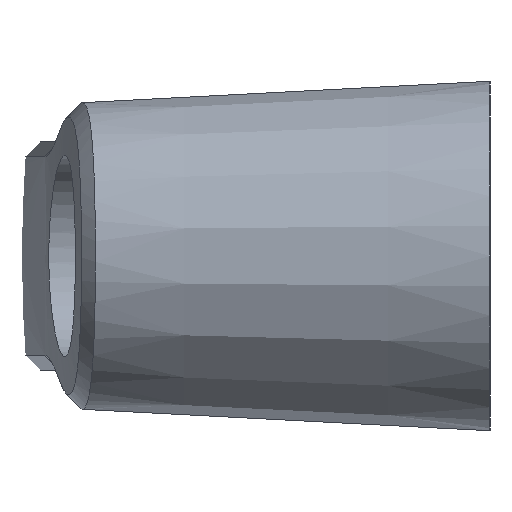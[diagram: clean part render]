
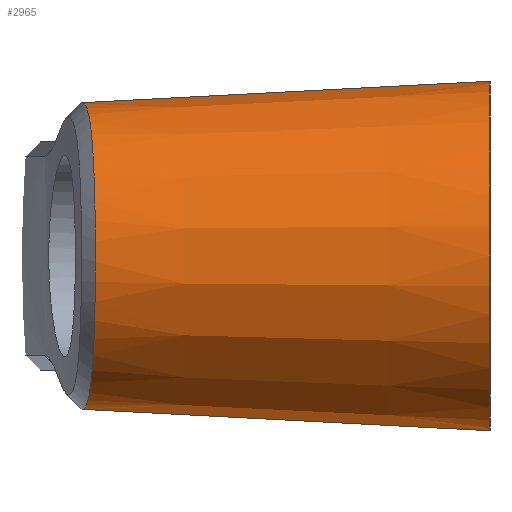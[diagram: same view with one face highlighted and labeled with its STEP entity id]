
A CAD part, left-side view. The second image highlights one B-rep face of the part: STEP entity #2965.
In plain terms, the highlighted conical face has half-angle 3 degrees and reference radius 13 mm.
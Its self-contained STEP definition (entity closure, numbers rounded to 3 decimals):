
#60 = ORIENTED_EDGE ( 'NONE', *, *, #2025, .T. ) ;
#61 = ORIENTED_EDGE ( 'NONE', *, *, #2133, .T. ) ;
#62 = ORIENTED_EDGE ( 'NONE', *, *, #2177, .T. ) ;
#63 = ORIENTED_EDGE ( 'NONE', *, *, #1970, .F. ) ;
#165 = DIRECTION ( 'NONE',  ( 0., 0., 1. ) ) ;
#166 = CARTESIAN_POINT ( 'NONE',  ( -47., 0., 0. ) ) ;
#167 = DIRECTION ( 'NONE',  ( 0., -1., 0. ) ) ;
#249 = CARTESIAN_POINT ( 'NONE',  ( -47.004, 30.333, 11.41 ) ) ;
#250 = CARTESIAN_POINT ( 'NONE',  ( -47., 30.333, 11.41 ) ) ;
#256 = CARTESIAN_POINT ( 'NONE',  ( -47.012, 30.332, 11.41 ) ) ;
#257 = CARTESIAN_POINT ( 'NONE',  ( -47.025, 30.33, 11.41 ) ) ;
#258 = CARTESIAN_POINT ( 'NONE',  ( -47.043, 30.328, 11.411 ) ) ;
#259 = CARTESIAN_POINT ( 'NONE',  ( -47.087, 30.323, 11.411 ) ) ;
#260 = CARTESIAN_POINT ( 'NONE',  ( -47.174, 30.313, 11.41 ) ) ;
#261 = CARTESIAN_POINT ( 'NONE',  ( -47.348, 30.292, 11.408 ) ) ;
#262 = CARTESIAN_POINT ( 'NONE',  ( -47.694, 30.252, 11.396 ) ) ;
#263 = CARTESIAN_POINT ( 'NONE',  ( -47.989, 30.218, 11.375 ) ) ;
#264 = CARTESIAN_POINT ( 'NONE',  ( -48.574, 30.153, 11.318 ) ) ;
#265 = CARTESIAN_POINT ( 'NONE',  ( -48.959, 30.111, 11.259 ) ) ;
#266 = CARTESIAN_POINT ( 'NONE',  ( -50.094, 29.992, 11.028 ) ) ;
#267 = CARTESIAN_POINT ( 'NONE',  ( -50.822, 29.921, 10.8 ) ) ;
#268 = CARTESIAN_POINT ( 'NONE',  ( -52.197, 29.794, 10.217 ) ) ;
#269 = CARTESIAN_POINT ( 'NONE',  ( -52.845, 29.738, 9.862 ) ) ;
#270 = CARTESIAN_POINT ( 'NONE',  ( -54.034, 29.642, 9.058 ) ) ;
#271 = CARTESIAN_POINT ( 'NONE',  ( -54.605, 29.6, 8.591 ) ) ;
#272 = CARTESIAN_POINT ( 'NONE',  ( -55.666, 29.525, 7.526 ) ) ;
#273 = CARTESIAN_POINT ( 'NONE',  ( -56.155, 29.493, 6.928 ) ) ;
#274 = CARTESIAN_POINT ( 'NONE',  ( -56.802, 29.452, 5.944 ) ) ;
#275 = CARTESIAN_POINT ( 'NONE',  ( -57.003, 29.44, 5.601 ) ) ;
#276 = CARTESIAN_POINT ( 'NONE',  ( -57.279, 29.424, 5.067 ) ) ;
#277 = CARTESIAN_POINT ( 'NONE',  ( -57.367, 29.419, 4.885 ) ) ;
#278 = CARTESIAN_POINT ( 'NONE',  ( -57.471, 29.413, 4.655 ) ) ;
#279 = CARTESIAN_POINT ( 'NONE',  ( -57.491, 29.412, 4.608 ) ) ;
#280 = CARTESIAN_POINT ( 'NONE',  ( -57.532, 29.409, 4.515 ) ) ;
#281 = CARTESIAN_POINT ( 'NONE',  ( -57.551, 29.408, 4.471 ) ) ;
#282 = CARTESIAN_POINT ( 'NONE',  ( -57.607, 29.405, 4.338 ) ) ;
#283 = CARTESIAN_POINT ( 'NONE',  ( -57.643, 29.403, 4.249 ) ) ;
#284 = CARTESIAN_POINT ( 'NONE',  ( -58.238, 29.37, 2.726 ) ) ;
#285 = CARTESIAN_POINT ( 'NONE',  ( -58.502, 29.355, 1.183 ) ) ;
#286 = CARTESIAN_POINT ( 'NONE',  ( -58.41, 29.36, -1.875 ) ) ;
#287 = CARTESIAN_POINT ( 'NONE',  ( -58.053, 29.379, -3.388 ) ) ;
#288 = CARTESIAN_POINT ( 'NONE',  ( -57.379, 29.418, -4.856 ) ) ;
#289 = CARTESIAN_POINT ( 'NONE',  ( -57.318, 29.422, -4.985 ) ) ;
#290 = CARTESIAN_POINT ( 'NONE',  ( -57.254, 29.425, -5.112 ) ) ;
#291 = CARTESIAN_POINT ( 'NONE',  ( -57.211, 29.428, -5.197 ) ) ;
#292 = CARTESIAN_POINT ( 'NONE',  ( -57.188, 29.429, -5.242 ) ) ;
#293 = CARTESIAN_POINT ( 'NONE',  ( -57.072, 29.436, -5.464 ) ) ;
#294 = CARTESIAN_POINT ( 'NONE',  ( -56.975, 29.442, -5.64 ) ) ;
#295 = CARTESIAN_POINT ( 'NONE',  ( -56.67, 29.46, -6.155 ) ) ;
#296 = CARTESIAN_POINT ( 'NONE',  ( -56.451, 29.474, -6.486 ) ) ;
#297 = CARTESIAN_POINT ( 'NONE',  ( -55.747, 29.52, -7.435 ) ) ;
#298 = CARTESIAN_POINT ( 'NONE',  ( -55.219, 29.556, -8.01 ) ) ;
#299 = CARTESIAN_POINT ( 'NONE',  ( -53.505, 29.683, -9.54 ) ) ;
#300 = CARTESIAN_POINT ( 'NONE',  ( -52.191, 29.791, -10.295 ) ) ;
#301 = CARTESIAN_POINT ( 'NONE',  ( -50.807, 29.924, -10.779 ) ) ;
#302 = CARTESIAN_POINT ( 'NONE',  ( -50.786, 29.926, -10.787 ) ) ;
#366 = B_SPLINE_CURVE_WITH_KNOTS ( 'NONE', 3,
 ( #250, #249, #256, #257, #258, #259, #260, #261, #262, #263, #264, #265, #266, #267, #268, #269, #270, #271, #272, #273, #274, #275, #276, #277, #278, #279, #280, #281, #282, #283, #284, #285, #286, #287, #288, #289, #290, #291, #292, #293, #294, #295, #296, #297, #298, #299, #300, #301, #302, #1435, #1436, #1437, #1438, #1439, #1440, #1441, #1442, #1443, #1444, #1445 ),
 .UNSPECIFIED., .F., .F.,
 ( 4, 2, 1, 1, 1, 1, 1, 2, 2, 2, 2, 2, 2, 2, 2, 2, 2, 2, 2, 2, 1, 2, 2, 2, 2, 2, 2, 2, 2, 1, 1, 2, 2, 4 ),
 ( 0.108, 0.108, 0.108, 0.109, 0.111, 0.114, 0.12, 0.133, 0.158, 0.208, 0.257, 0.307, 0.357, 0.382, 0.395, 0.398, 0.401, 0.407, 0.507, 0.607, 0.613, 0.617, 0.62, 0.632, 0.657, 0.707, 0.807, 0.809, 0.81, 0.813, 0.819, 0.832, 0.857, 0.907 ),
 .UNSPECIFIED. ) ;
#478 = CARTESIAN_POINT ( 'NONE',  ( -47., 0., 0. ) ) ;
#479 = DIRECTION ( 'NONE',  ( 0., 1., 0. ) ) ;
#480 = DIRECTION ( 'NONE',  ( 0., 0., 1. ) ) ;
#821 = LINE ( 'NONE', #1704, #824 ) ;
#824 = VECTOR ( 'NONE', #1706, 1000. ) ;
#1185 = CARTESIAN_POINT ( 'NONE',  ( -47., 0., -13. ) ) ;
#1222 = EDGE_LOOP ( 'NONE', ( #60, #61, #62, #63 ) ) ;
#1309 = VERTEX_POINT ( 'NONE', #1185 ) ;
#1335 = VERTEX_POINT ( 'NONE', #2458 ) ;
#1342 = VERTEX_POINT ( 'NONE', #2348 ) ;
#1366 = VERTEX_POINT ( 'NONE', #2536 ) ;
#1435 = CARTESIAN_POINT ( 'NONE',  ( -50.743, 29.93, -10.801 ) ) ;
#1436 = CARTESIAN_POINT ( 'NONE',  ( -50.73, 29.931, -10.806 ) ) ;
#1437 = CARTESIAN_POINT ( 'NONE',  ( -50.683, 29.936, -10.822 ) ) ;
#1438 = CARTESIAN_POINT ( 'NONE',  ( -50.587, 29.945, -10.854 ) ) ;
#1439 = CARTESIAN_POINT ( 'NONE',  ( -50.357, 29.968, -10.927 ) ) ;
#1440 = CARTESIAN_POINT ( 'NONE',  ( -50.151, 29.989, -10.986 ) ) ;
#1441 = CARTESIAN_POINT ( 'NONE',  ( -49.726, 30.033, -11.1 ) ) ;
#1442 = CARTESIAN_POINT ( 'NONE',  ( -49.425, 30.065, -11.169 ) ) ;
#1443 = CARTESIAN_POINT ( 'NONE',  ( -48.471, 30.169, -11.342 ) ) ;
#1444 = CARTESIAN_POINT ( 'NONE',  ( -47.765, 30.25, -11.415 ) ) ;
#1445 = CARTESIAN_POINT ( 'NONE',  ( -47., 30.337, -11.41 ) ) ;
#1586 = DIRECTION ( 'NONE',  ( 0., -0.999, -0.052 ) ) ;
#1587 = CARTESIAN_POINT ( 'NONE',  ( -47., 0., -13. ) ) ;
#1704 = CARTESIAN_POINT ( 'NONE',  ( -47., 0., 13. ) ) ;
#1706 = DIRECTION ( 'NONE',  ( 0., -0.999, 0.052 ) ) ;
#1970 = EDGE_CURVE ( 'NONE', #1366, #1335, #821, .T. ) ;
#2025 = EDGE_CURVE ( 'NONE', #1366, #1342, #366, .T. ) ;
#2133 = EDGE_CURVE ( 'NONE', #1342, #1309, #3074, .T. ) ;
#2177 = EDGE_CURVE ( 'NONE', #1309, #1335, #3126, .T. ) ;
#2348 = CARTESIAN_POINT ( 'NONE',  ( -47., 30.337, -11.41 ) ) ;
#2458 = CARTESIAN_POINT ( 'NONE',  ( -47., 0., 13. ) ) ;
#2536 = CARTESIAN_POINT ( 'NONE',  ( -47., 30.333, 11.41 ) ) ;
#2640 = FACE_OUTER_BOUND ( 'NONE', #1222, .T. ) ;
#2656 = CONICAL_SURFACE ( 'NONE', #2850, 13., 0.052 ) ;
#2850 = AXIS2_PLACEMENT_3D ( 'NONE', #166, #167, #165 ) ;
#2863 = AXIS2_PLACEMENT_3D ( 'NONE', #478, #479, #480 ) ;
#2965 = ADVANCED_FACE ( 'NONE', ( #2640 ), #2656, .T. ) ;
#3074 = LINE ( 'NONE', #1587, #3092 ) ;
#3092 = VECTOR ( 'NONE', #1586, 1000. ) ;
#3126 = CIRCLE ( 'NONE', #2863, 13. ) ;
